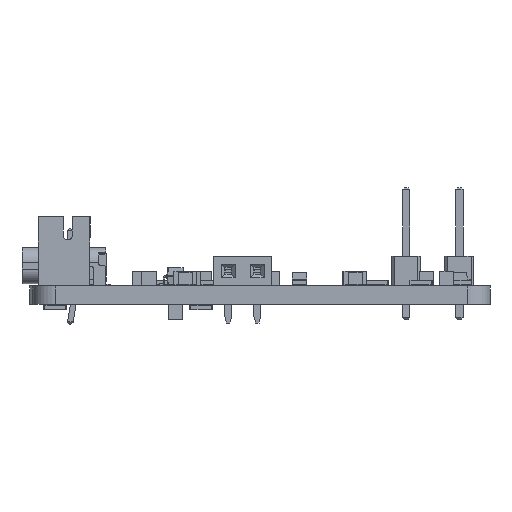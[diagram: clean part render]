
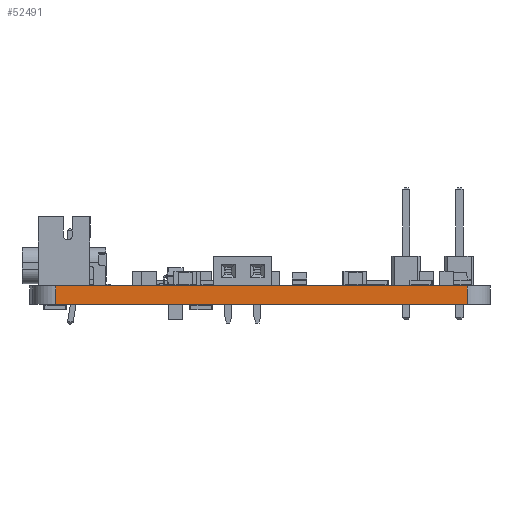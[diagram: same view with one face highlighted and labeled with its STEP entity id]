
A CAD part, front view. The second image highlights one B-rep face of the part: STEP entity #52491.
In plain terms, the highlighted planar face has unit normal (0, -1, 0).
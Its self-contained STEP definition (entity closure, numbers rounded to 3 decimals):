
#51588 = VERTEX_POINT('',#51589);
#51589 = CARTESIAN_POINT('',(96.,-148.5,0.));
#51596 = EDGE_CURVE('',#51597,#51588,#51599,.T.);
#51597 = VERTEX_POINT('',#51598);
#51598 = CARTESIAN_POINT('',(132.,-148.5,0.));
#51599 = LINE('',#51600,#51601);
#51600 = CARTESIAN_POINT('',(132.,-148.5,0.));
#51601 = VECTOR('',#51602,1.);
#51602 = DIRECTION('',(-1.,0.,0.));
#52026 = VERTEX_POINT('',#52027);
#52027 = CARTESIAN_POINT('',(96.,-148.5,1.6));
#52034 = EDGE_CURVE('',#52035,#52026,#52037,.T.);
#52035 = VERTEX_POINT('',#52036);
#52036 = CARTESIAN_POINT('',(132.,-148.5,1.6));
#52037 = LINE('',#52038,#52039);
#52038 = CARTESIAN_POINT('',(132.,-148.5,1.6));
#52039 = VECTOR('',#52040,1.);
#52040 = DIRECTION('',(-1.,0.,0.));
#52463 = EDGE_CURVE('',#51597,#52035,#52464,.T.);
#52464 = LINE('',#52465,#52466);
#52465 = CARTESIAN_POINT('',(132.,-148.5,0.));
#52466 = VECTOR('',#52467,1.);
#52467 = DIRECTION('',(0.,0.,1.));
#52491 = ADVANCED_FACE('',(#52492),#52503,.T.);
#52492 = FACE_BOUND('',#52493,.T.);
#52493 = EDGE_LOOP('',(#52494,#52495,#52496,#52502));
#52494 = ORIENTED_EDGE('',*,*,#52463,.T.);
#52495 = ORIENTED_EDGE('',*,*,#52034,.T.);
#52496 = ORIENTED_EDGE('',*,*,#52497,.F.);
#52497 = EDGE_CURVE('',#51588,#52026,#52498,.T.);
#52498 = LINE('',#52499,#52500);
#52499 = CARTESIAN_POINT('',(96.,-148.5,0.));
#52500 = VECTOR('',#52501,1.);
#52501 = DIRECTION('',(0.,0.,1.));
#52502 = ORIENTED_EDGE('',*,*,#51596,.F.);
#52503 = PLANE('',#52504);
#52504 = AXIS2_PLACEMENT_3D('',#52505,#52506,#52507);
#52505 = CARTESIAN_POINT('',(132.,-148.5,0.));
#52506 = DIRECTION('',(0.,-1.,0.));
#52507 = DIRECTION('',(-1.,0.,0.));
